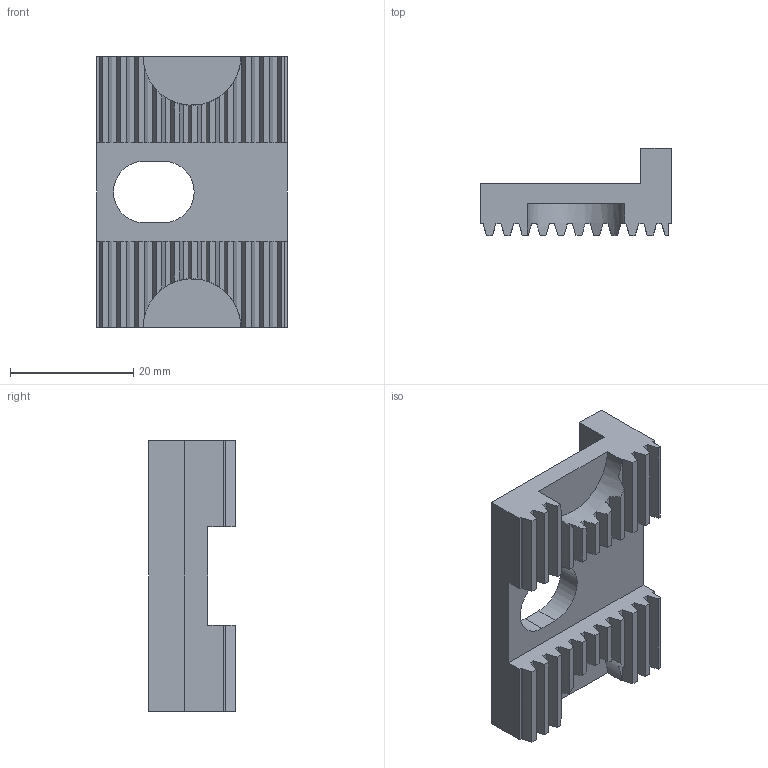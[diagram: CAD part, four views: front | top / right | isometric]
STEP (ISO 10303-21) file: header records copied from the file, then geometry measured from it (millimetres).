
FILE_DESCRIPTION(('STEP AP214'),'1');
FILE_NAME('HALDERN_EH_23250_0540.stp','2020-02-28T09:40:25',('TraceParts'),('TraceParts S.A.'),'Spatial InterOp 3D',' ',' ');
FILE_SCHEMA(('AUTOMOTIVE_DESIGN { 1 0 10303 214 1 1 1 1 }'));
Length unit declared in the file: millimetre
Products named in the file (1): HALDERN_EH_23250_0540
Bounding box: 31 x 14.08 x 44 mm (x, y, z)
Volume: 8339.1 mm3; surface area: 5150.1 mm2
Topology: 1 solids, 1 shells, 112 faces, 330 edges, 220 vertices
Faces by surface type: plane 106, cylinder 6
Entity records: 4626 total; most frequent: CARTESIAN_POINT 663, ORIENTED_EDGE 660, DIRECTION 612, EDGE_CURVE 330, LINE 274, VECTOR 274, VERTEX_POINT 220, AXIS2_PLACEMENT_3D 169
